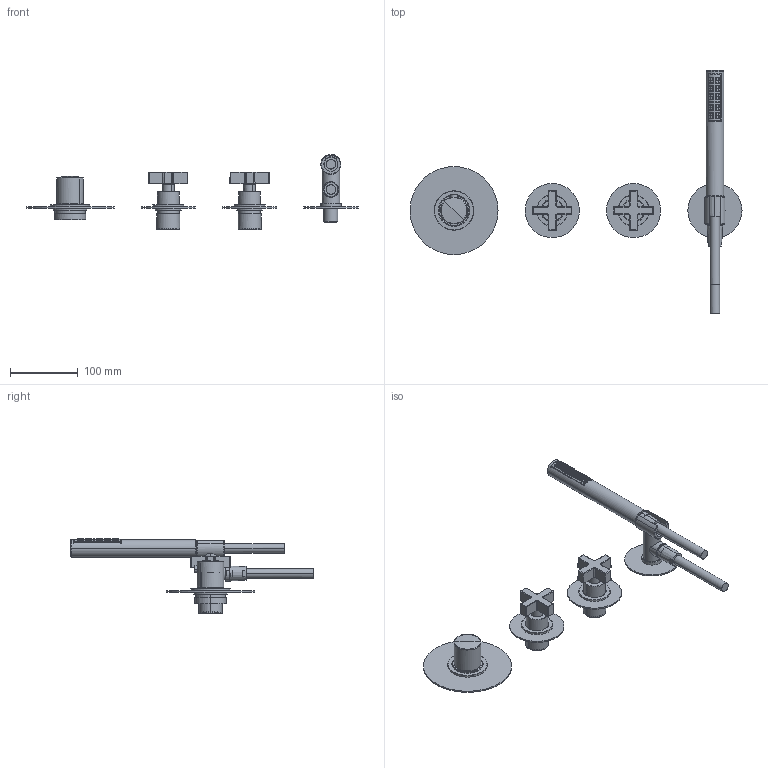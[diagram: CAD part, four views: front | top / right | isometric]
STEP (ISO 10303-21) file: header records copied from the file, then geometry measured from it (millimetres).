
FILE_DESCRIPTION(('CATIA V5 STEP Exchange','CAx-IF Rec.Pracs.--- Model Styling and Organization---1.5--- 2016-08-15','CAx-IF Rec.Pracs.---Supplemental Geometry---1.0---2011-11-01','CAx-IF Rec.Pracs.--- Composite Materials ---3.4---2017-06-13','CAx-IF Rec.Pracs.---Tessellated 3D Geometry---1.0---2015-12-17'),'2;1');
FILE_NAME('BA00R250.stp','2024-07-02T09:16:25+00:00',('none'),('none'),'CATIA Version 5-6 Release 2020 SP2','CATIA V5 STEP AP242 v2','none');
FILE_SCHEMA(('AP242_MANAGED_MODEL_BASED_3D_ENGINEERING_MIM_LF {1 0 10303 442 1 1 4}'));
Length unit declared in the file: millimetre
Products named in the file (1): BA00R250
Bounding box: 490 x 359.4 x 110.79 mm (x, y, z)
Volume: 265993.6 mm3; surface area: 175025.5 mm2
Topology: 21 solids, 153 shells, 710 faces, 2015 edges, 1553 vertices
Faces by surface type: cylinder 400, plane 153, cone 84, torus 39, sphere 22, bspline 12
Entity records: 30262 total; most frequent: CARTESIAN_POINT 13965, ORIENTED_EDGE 3318, DIRECTION 2265, EDGE_CURVE 1987, VERTEX_POINT 1553, AXIS2_PLACEMENT_3D 1088, EDGE_LOOP 853, VECTOR 720
